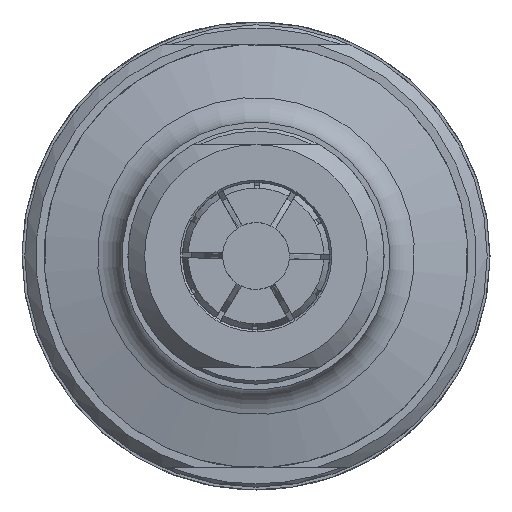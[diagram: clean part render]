
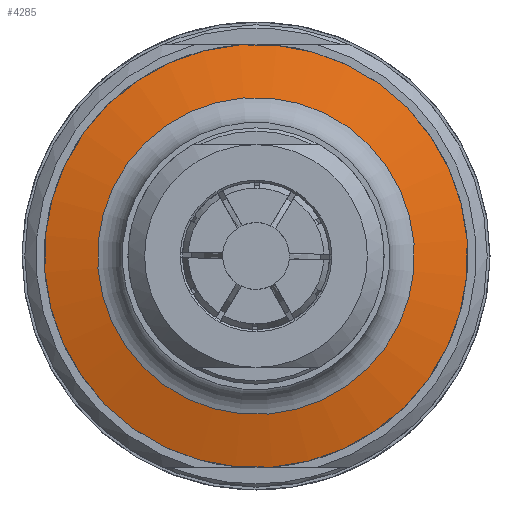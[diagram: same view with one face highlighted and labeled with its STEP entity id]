
A CAD part, left-side view. The second image highlights one B-rep face of the part: STEP entity #4285.
In plain terms, the highlighted conical face has half-angle 75 degrees and reference radius 16.612 mm.
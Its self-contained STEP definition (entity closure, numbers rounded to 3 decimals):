
#152=CONICAL_SURFACE('',#4713,16.612,1.309);
#667=FACE_OUTER_BOUND('',#889,.T.);
#889=EDGE_LOOP('',(#3615,#3616,#3617,#3618,#3619,#3620,#3621));
#1122=LINE('',#7342,#1316);
#1316=VECTOR('',#5693,16.612);
#1559=CIRCLE('',#4710,14.224);
#1560=CIRCLE('',#4711,14.224);
#1561=CIRCLE('',#4712,14.224);
#1562=CIRCLE('',#4714,19.);
#1563=CIRCLE('',#4715,19.);
#1954=VERTEX_POINT('',#7330);
#1955=VERTEX_POINT('',#7332);
#1956=VERTEX_POINT('',#7334);
#1957=VERTEX_POINT('',#7338);
#1958=VERTEX_POINT('',#7339);
#2539=EDGE_CURVE('',#1955,#1954,#1559,.T.);
#2540=EDGE_CURVE('',#1956,#1955,#1560,.T.);
#2541=EDGE_CURVE('',#1954,#1956,#1561,.T.);
#2542=EDGE_CURVE('',#1957,#1958,#1562,.T.);
#2543=EDGE_CURVE('',#1958,#1957,#1563,.T.);
#2544=EDGE_CURVE('',#1958,#1956,#1122,.T.);
#3615=ORIENTED_EDGE('',*,*,#2542,.F.);
#3616=ORIENTED_EDGE('',*,*,#2543,.F.);
#3617=ORIENTED_EDGE('',*,*,#2544,.T.);
#3618=ORIENTED_EDGE('',*,*,#2540,.T.);
#3619=ORIENTED_EDGE('',*,*,#2539,.T.);
#3620=ORIENTED_EDGE('',*,*,#2541,.T.);
#3621=ORIENTED_EDGE('',*,*,#2544,.F.);
#4285=ADVANCED_FACE('',(#667),#152,.T.);
#4710=AXIS2_PLACEMENT_3D('',#7333,#5681,#5682);
#4711=AXIS2_PLACEMENT_3D('',#7335,#5683,#5684);
#4712=AXIS2_PLACEMENT_3D('',#7336,#5685,#5686);
#4713=AXIS2_PLACEMENT_3D('',#7337,#5687,#5688);
#4714=AXIS2_PLACEMENT_3D('',#7340,#5689,#5690);
#4715=AXIS2_PLACEMENT_3D('',#7341,#5691,#5692);
#5681=DIRECTION('center_axis',(1.,0.,0.));
#5682=DIRECTION('ref_axis',(0.,0.268,-0.963));
#5683=DIRECTION('center_axis',(1.,0.,0.));
#5684=DIRECTION('ref_axis',(0.,0.268,-0.963));
#5685=DIRECTION('center_axis',(1.,0.,0.));
#5686=DIRECTION('ref_axis',(0.,0.268,-0.963));
#5687=DIRECTION('center_axis',(1.,0.,0.));
#5688=DIRECTION('ref_axis',(0.,0.268,-0.963));
#5689=DIRECTION('center_axis',(1.,0.,0.));
#5690=DIRECTION('ref_axis',(0.,0.268,-0.963));
#5691=DIRECTION('center_axis',(1.,0.,0.));
#5692=DIRECTION('ref_axis',(0.,0.268,-0.963));
#5693=DIRECTION('',(-0.259,0.259,-0.93));
#7330=CARTESIAN_POINT('',(-91.78,13.702,3.818));
#7332=CARTESIAN_POINT('',(-91.78,3.818,-13.702));
#7333=CARTESIAN_POINT('Origin',(-91.78,0.,
0.));
#7334=CARTESIAN_POINT('',(-91.78,-3.818,13.702));
#7335=CARTESIAN_POINT('Origin',(-91.78,0.,
0.));
#7336=CARTESIAN_POINT('Origin',(-91.78,0.,
0.));
#7337=CARTESIAN_POINT('Origin',(-91.14,0.,
0.));
#7338=CARTESIAN_POINT('',(-90.5,5.1,-18.303));
#7339=CARTESIAN_POINT('',(-90.5,-5.1,18.303));
#7340=CARTESIAN_POINT('Origin',(-90.5,0.,
0.));
#7341=CARTESIAN_POINT('Origin',(-90.5,0.,
0.));
#7342=CARTESIAN_POINT('',(-91.14,-4.459,16.002));
